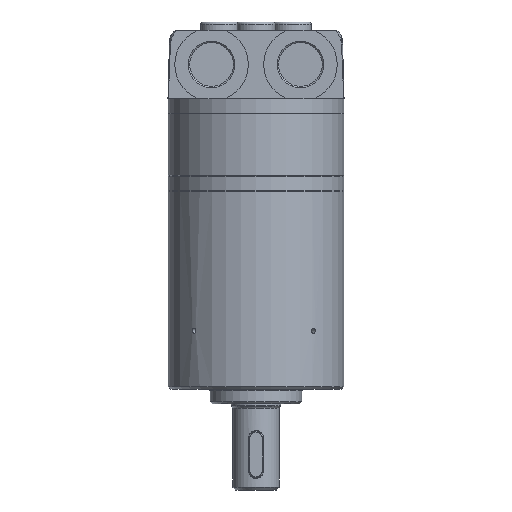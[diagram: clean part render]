
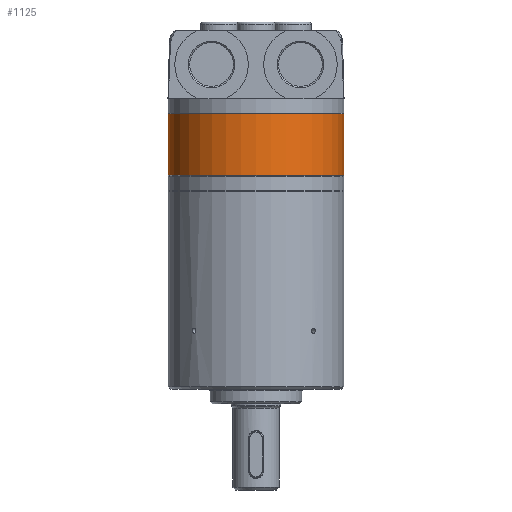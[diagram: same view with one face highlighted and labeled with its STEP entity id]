
A CAD part, front view. The second image highlights one B-rep face of the part: STEP entity #1125.
In plain terms, the highlighted cylindrical face has radius 30 mm (diameter 60 mm), a full revolution.
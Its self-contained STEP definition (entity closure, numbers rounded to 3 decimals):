
#684=CYLINDRICAL_SURFACE('',#4477,30.);
#828=FACE_BOUND('',#1779,.T.);
#829=FACE_BOUND('',#1780,.T.);
#1125=ADVANCED_FACE('',(#828,#829),#684,.T.);
#1779=EDGE_LOOP('',(#2719));
#1780=EDGE_LOOP('',(#2720));
#2719=ORIENTED_EDGE('',*,*,#3773,.T.);
#2720=ORIENTED_EDGE('',*,*,#3774,.T.);
#3263=VERTEX_POINT('',#7563);
#3264=VERTEX_POINT('',#7565);
#3773=EDGE_CURVE('',#3263,#3263,#4076,.T.);
#3774=EDGE_CURVE('',#3264,#3264,#4077,.T.);
#4076=CIRCLE('',#4475,30.);
#4077=CIRCLE('',#4476,30.);
#4475=AXIS2_PLACEMENT_3D('',#7562,#5429,#5430);
#4476=AXIS2_PLACEMENT_3D('',#7564,#5431,#5432);
#4477=AXIS2_PLACEMENT_3D('',#7566,#5433,#5434);
#5429=DIRECTION('',(0.,0.,1.));
#5430=DIRECTION('',(1.,0.,0.));
#5431=DIRECTION('',(0.,0.,-1.));
#5432=DIRECTION('',(-1.,0.,0.));
#5433=DIRECTION('',(0.,0.,1.));
#5434=DIRECTION('',(-1.,0.,0.));
#7562=CARTESIAN_POINT('',(0.,34.,-26.15));
#7563=CARTESIAN_POINT('',(30.,34.,-26.15));
#7564=CARTESIAN_POINT('',(0.,34.,-5.05));
#7565=CARTESIAN_POINT('',(-30.,34.,-5.05));
#7566=CARTESIAN_POINT('',(0.,34.,-26.35));
